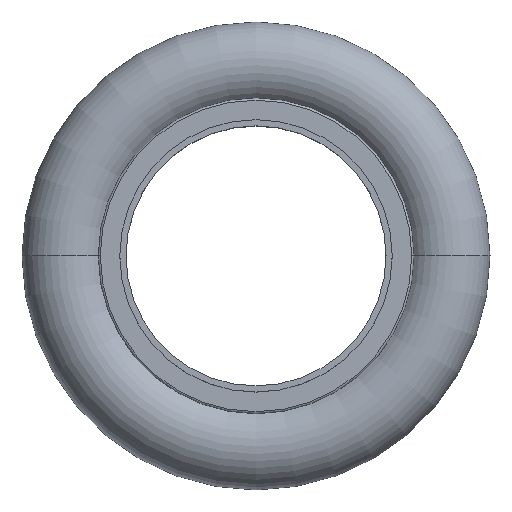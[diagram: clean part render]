
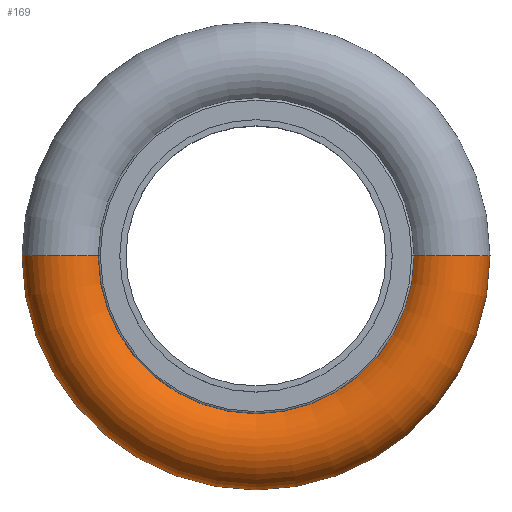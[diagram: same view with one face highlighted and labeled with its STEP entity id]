
A CAD part, top view. The second image highlights one B-rep face of the part: STEP entity #169.
In plain terms, the highlighted toroidal (fillet/blend) face has major radius 11.735 mm and minor radius 2.667 mm.
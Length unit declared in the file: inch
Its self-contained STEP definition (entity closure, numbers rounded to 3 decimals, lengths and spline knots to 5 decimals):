
#4 = DIRECTION ( 'NONE',  ( -1., 0., 0. ) ) ;
#15 = CIRCLE ( 'NONE', #754, 0.357 ) ;
#24 = VERTEX_POINT ( 'NONE', #164 ) ;
#78 = EDGE_LOOP ( 'NONE', ( #257, #617, #122, #850 ) ) ;
#79 = DIRECTION ( 'NONE',  ( 0., 1., 0. ) ) ;
#90 = CARTESIAN_POINT ( 'NONE',  ( 0.462, 0., 0.1575 ) ) ;
#100 = TOROIDAL_SURFACE ( 'NONE', #583, 0.462, 0.105 ) ;
#113 = DIRECTION ( 'NONE',  ( -1., 0., 0. ) ) ;
#122 = ORIENTED_EDGE ( 'NONE', *, *, #825, .T. ) ;
#134 = VERTEX_POINT ( 'NONE', #181 ) ;
#136 = CARTESIAN_POINT ( 'NONE',  ( 0., 0., 0.1575 ) ) ;
#164 = CARTESIAN_POINT ( 'NONE',  ( -0.567, 0., 0.1575 ) ) ;
#169 = ADVANCED_FACE ( 'NONE', ( #449 ), #100, .T. ) ;
#175 = AXIS2_PLACEMENT_3D ( 'NONE', #136, #326, #4 ) ;
#181 = CARTESIAN_POINT ( 'NONE',  ( 0.357, 0., 0.1575 ) ) ;
#257 = ORIENTED_EDGE ( 'NONE', *, *, #314, .F. ) ;
#314 = EDGE_CURVE ( 'NONE', #705, #24, #826, .T. ) ;
#322 = DIRECTION ( 'NONE',  ( 0., 0., -1. ) ) ;
#326 = DIRECTION ( 'NONE',  ( 0., 0., -1. ) ) ;
#359 = DIRECTION ( 'NONE',  ( -1., 0., 0. ) ) ;
#384 = CARTESIAN_POINT ( 'NONE',  ( -0.462, 0., 0.1575 ) ) ;
#422 = VERTEX_POINT ( 'NONE', #546 ) ;
#449 = FACE_OUTER_BOUND ( 'NONE', #78, .T. ) ;
#471 = CIRCLE ( 'NONE', #812, 0.105 ) ;
#545 = DIRECTION ( 'NONE',  ( -1., 0., 0. ) ) ;
#546 = CARTESIAN_POINT ( 'NONE',  ( -0.357, 0., 0.1575 ) ) ;
#569 = AXIS2_PLACEMENT_3D ( 'NONE', #90, #79, #545 ) ;
#583 = AXIS2_PLACEMENT_3D ( 'NONE', #771, #717, #113 ) ;
#617 = ORIENTED_EDGE ( 'NONE', *, *, #845, .F. ) ;
#654 = DIRECTION ( 'NONE',  ( 0., -1., 0. ) ) ;
#674 = DIRECTION ( 'NONE',  ( 0., 0., -1. ) ) ;
#705 = VERTEX_POINT ( 'NONE', #805 ) ;
#717 = DIRECTION ( 'NONE',  ( 0., 0., -1. ) ) ;
#730 = EDGE_CURVE ( 'NONE', #422, #24, #471, .T. ) ;
#742 = CARTESIAN_POINT ( 'NONE',  ( 0., 0., 0.1575 ) ) ;
#754 = AXIS2_PLACEMENT_3D ( 'NONE', #742, #674, #359 ) ;
#771 = CARTESIAN_POINT ( 'NONE',  ( 0., 0., 0.1575 ) ) ;
#805 = CARTESIAN_POINT ( 'NONE',  ( 0.567, 0., 0.1575 ) ) ;
#812 = AXIS2_PLACEMENT_3D ( 'NONE', #384, #654, #322 ) ;
#825 = EDGE_CURVE ( 'NONE', #134, #422, #15, .T. ) ;
#826 = CIRCLE ( 'NONE', #175, 0.567 ) ;
#841 = CIRCLE ( 'NONE', #569, 0.105 ) ;
#845 = EDGE_CURVE ( 'NONE', #134, #705, #841, .T. ) ;
#850 = ORIENTED_EDGE ( 'NONE', *, *, #730, .T. ) ;
